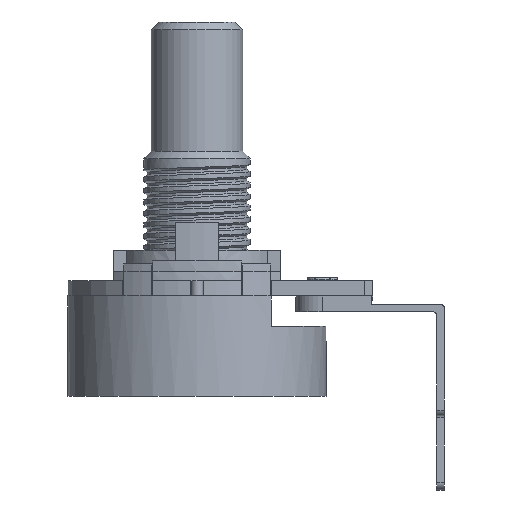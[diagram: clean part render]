
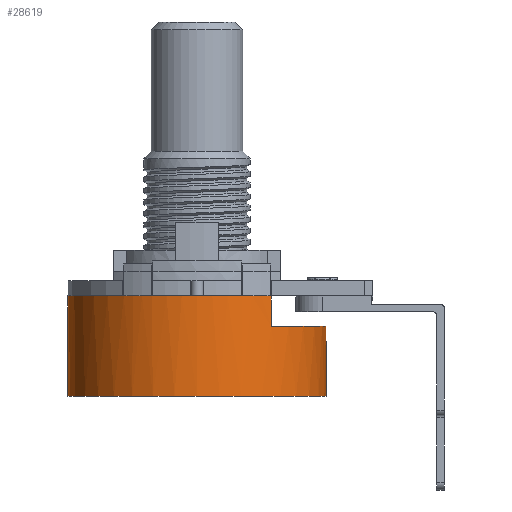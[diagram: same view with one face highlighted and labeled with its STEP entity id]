
A CAD part, left-side view. The second image highlights one B-rep face of the part: STEP entity #28619.
In plain terms, the highlighted cylindrical face has radius 8.5 mm (diameter 17 mm), a full revolution.
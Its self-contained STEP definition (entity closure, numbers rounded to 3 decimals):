
#27426 = VERTEX_POINT('',#27427);
#27427 = CARTESIAN_POINT('',(-7.965,2.969,-1.));
#27867 = EDGE_CURVE('',#27868,#27426,#27870,.T.);
#27868 = VERTEX_POINT('',#27869);
#27869 = CARTESIAN_POINT('',(-7.006,4.814,-1.));
#27870 = CIRCLE('',#27871,8.5);
#27871 = AXIS2_PLACEMENT_3D('',#27872,#27873,#27874);
#27872 = CARTESIAN_POINT('',(0.,0.,-1.));
#27873 = DIRECTION('',(0.,0.,1.));
#27874 = DIRECTION('',(1.,0.,0.));
#27899 = EDGE_CURVE('',#27868,#27900,#27902,.T.);
#27900 = VERTEX_POINT('',#27901);
#27901 = CARTESIAN_POINT('',(7.006,4.814,-1.));
#27902 = CIRCLE('',#27903,8.5);
#27903 = AXIS2_PLACEMENT_3D('',#27904,#27905,#27906);
#27904 = CARTESIAN_POINT('',(0.,0.,-1.));
#27905 = DIRECTION('',(0.,0.,-1.));
#27906 = DIRECTION('',(1.,0.,0.));
#27926 = VERTEX_POINT('',#27927);
#27927 = CARTESIAN_POINT('',(7.965,2.969,-1.));
#27933 = EDGE_CURVE('',#27926,#27934,#27936,.T.);
#27934 = VERTEX_POINT('',#27935);
#27935 = CARTESIAN_POINT('',(8.5,0.,-1.));
#27936 = CIRCLE('',#27937,8.5);
#27937 = AXIS2_PLACEMENT_3D('',#27938,#27939,#27940);
#27938 = CARTESIAN_POINT('',(0.,0.,-1.));
#27939 = DIRECTION('',(0.,0.,-1.));
#27940 = DIRECTION('',(1.,0.,0.));
#27961 = VERTEX_POINT('',#27962);
#27962 = CARTESIAN_POINT('',(-8.5,0.,-1.));
#27969 = EDGE_CURVE('',#27961,#27426,#27970,.T.);
#27970 = CIRCLE('',#27971,8.5);
#27971 = AXIS2_PLACEMENT_3D('',#27972,#27973,#27974);
#27972 = CARTESIAN_POINT('',(0.,0.,-1.));
#27973 = DIRECTION('',(0.,0.,-1.));
#27974 = DIRECTION('',(1.,0.,0.));
#28619 = ADVANCED_FACE('',(#28620),#28726,.T.);
#28620 = FACE_BOUND('',#28621,.T.);
#28621 = EDGE_LOOP('',(#28622,#28633,#28642,#28650,#28659,#28667,#28676,
    #28685,#28692,#28693,#28694,#28695,#28702,#28703,#28711,#28718,
    #28719));
#28622 = ORIENTED_EDGE('',*,*,#28623,.F.);
#28623 = EDGE_CURVE('',#28624,#28626,#28628,.T.);
#28624 = VERTEX_POINT('',#28625);
#28625 = CARTESIAN_POINT('',(7.006,-4.814,-1.));
#28626 = VERTEX_POINT('',#28627);
#28627 = CARTESIAN_POINT('',(7.965,-2.969,-1.));
#28628 = CIRCLE('',#28629,8.5);
#28629 = AXIS2_PLACEMENT_3D('',#28630,#28631,#28632);
#28630 = CARTESIAN_POINT('',(0.,0.,-1.));
#28631 = DIRECTION('',(0.,0.,1.));
#28632 = DIRECTION('',(-1.,0.,0.));
#28633 = ORIENTED_EDGE('',*,*,#28634,.T.);
#28634 = EDGE_CURVE('',#28624,#28635,#28637,.T.);
#28635 = VERTEX_POINT('',#28636);
#28636 = CARTESIAN_POINT('',(6.963,-4.875,-1.));
#28637 = CIRCLE('',#28638,8.5);
#28638 = AXIS2_PLACEMENT_3D('',#28639,#28640,#28641);
#28639 = CARTESIAN_POINT('',(0.,0.,-1.));
#28640 = DIRECTION('',(0.,0.,-1.));
#28641 = DIRECTION('',(1.,0.,0.));
#28642 = ORIENTED_EDGE('',*,*,#28643,.T.);
#28643 = EDGE_CURVE('',#28635,#28644,#28646,.T.);
#28644 = VERTEX_POINT('',#28645);
#28645 = CARTESIAN_POINT('',(6.963,-4.875,-3.));
#28646 = LINE('',#28647,#28648);
#28647 = CARTESIAN_POINT('',(6.963,-4.875,-1.));
#28648 = VECTOR('',#28649,1.);
#28649 = DIRECTION('',(-0.,-0.,-1.));
#28650 = ORIENTED_EDGE('',*,*,#28651,.F.);
#28651 = EDGE_CURVE('',#28652,#28644,#28654,.T.);
#28652 = VERTEX_POINT('',#28653);
#28653 = CARTESIAN_POINT('',(-6.963,-4.875,-3.));
#28654 = CIRCLE('',#28655,8.5);
#28655 = AXIS2_PLACEMENT_3D('',#28656,#28657,#28658);
#28656 = CARTESIAN_POINT('',(0.,0.,-3.));
#28657 = DIRECTION('',(0.,0.,1.));
#28658 = DIRECTION('',(1.,0.,0.));
#28659 = ORIENTED_EDGE('',*,*,#28660,.F.);
#28660 = EDGE_CURVE('',#28661,#28652,#28663,.T.);
#28661 = VERTEX_POINT('',#28662);
#28662 = CARTESIAN_POINT('',(-6.963,-4.875,-1.));
#28663 = LINE('',#28664,#28665);
#28664 = CARTESIAN_POINT('',(-6.963,-4.875,-1.));
#28665 = VECTOR('',#28666,1.);
#28666 = DIRECTION('',(-0.,-0.,-1.));
#28667 = ORIENTED_EDGE('',*,*,#28668,.T.);
#28668 = EDGE_CURVE('',#28661,#28669,#28671,.T.);
#28669 = VERTEX_POINT('',#28670);
#28670 = CARTESIAN_POINT('',(-7.006,-4.814,-1.));
#28671 = CIRCLE('',#28672,8.5);
#28672 = AXIS2_PLACEMENT_3D('',#28673,#28674,#28675);
#28673 = CARTESIAN_POINT('',(0.,0.,-1.));
#28674 = DIRECTION('',(0.,0.,-1.));
#28675 = DIRECTION('',(1.,0.,0.));
#28676 = ORIENTED_EDGE('',*,*,#28677,.T.);
#28677 = EDGE_CURVE('',#28669,#28678,#28680,.T.);
#28678 = VERTEX_POINT('',#28679);
#28679 = CARTESIAN_POINT('',(-7.965,-2.969,-1.));
#28680 = CIRCLE('',#28681,8.5);
#28681 = AXIS2_PLACEMENT_3D('',#28682,#28683,#28684);
#28682 = CARTESIAN_POINT('',(0.,0.,-1.));
#28683 = DIRECTION('',(0.,0.,-1.));
#28684 = DIRECTION('',(1.,0.,0.));
#28685 = ORIENTED_EDGE('',*,*,#28686,.T.);
#28686 = EDGE_CURVE('',#28678,#27961,#28687,.T.);
#28687 = CIRCLE('',#28688,8.5);
#28688 = AXIS2_PLACEMENT_3D('',#28689,#28690,#28691);
#28689 = CARTESIAN_POINT('',(0.,0.,-1.));
#28690 = DIRECTION('',(0.,0.,-1.));
#28691 = DIRECTION('',(1.,0.,0.));
#28692 = ORIENTED_EDGE('',*,*,#27969,.T.);
#28693 = ORIENTED_EDGE('',*,*,#27867,.F.);
#28694 = ORIENTED_EDGE('',*,*,#27899,.T.);
#28695 = ORIENTED_EDGE('',*,*,#28696,.T.);
#28696 = EDGE_CURVE('',#27900,#27926,#28697,.T.);
#28697 = CIRCLE('',#28698,8.5);
#28698 = AXIS2_PLACEMENT_3D('',#28699,#28700,#28701);
#28699 = CARTESIAN_POINT('',(0.,0.,-1.));
#28700 = DIRECTION('',(0.,0.,-1.));
#28701 = DIRECTION('',(-1.,-0.,-0.));
#28702 = ORIENTED_EDGE('',*,*,#27933,.T.);
#28703 = ORIENTED_EDGE('',*,*,#28704,.T.);
#28704 = EDGE_CURVE('',#27934,#28705,#28707,.T.);
#28705 = VERTEX_POINT('',#28706);
#28706 = CARTESIAN_POINT('',(8.5,0.,-7.6));
#28707 = LINE('',#28708,#28709);
#28708 = CARTESIAN_POINT('',(8.5,0.,-1.));
#28709 = VECTOR('',#28710,1.);
#28710 = DIRECTION('',(0.,0.,-1.));
#28711 = ORIENTED_EDGE('',*,*,#28712,.F.);
#28712 = EDGE_CURVE('',#28705,#28705,#28713,.T.);
#28713 = CIRCLE('',#28714,8.5);
#28714 = AXIS2_PLACEMENT_3D('',#28715,#28716,#28717);
#28715 = CARTESIAN_POINT('',(0.,0.,-7.6));
#28716 = DIRECTION('',(0.,0.,-1.));
#28717 = DIRECTION('',(1.,0.,0.));
#28718 = ORIENTED_EDGE('',*,*,#28704,.F.);
#28719 = ORIENTED_EDGE('',*,*,#28720,.T.);
#28720 = EDGE_CURVE('',#27934,#28626,#28721,.T.);
#28721 = CIRCLE('',#28722,8.5);
#28722 = AXIS2_PLACEMENT_3D('',#28723,#28724,#28725);
#28723 = CARTESIAN_POINT('',(0.,0.,-1.));
#28724 = DIRECTION('',(0.,0.,-1.));
#28725 = DIRECTION('',(1.,0.,0.));
#28726 = CYLINDRICAL_SURFACE('',#28727,8.5);
#28727 = AXIS2_PLACEMENT_3D('',#28728,#28729,#28730);
#28728 = CARTESIAN_POINT('',(0.,0.,-1.));
#28729 = DIRECTION('',(0.,0.,1.));
#28730 = DIRECTION('',(1.,0.,0.));
